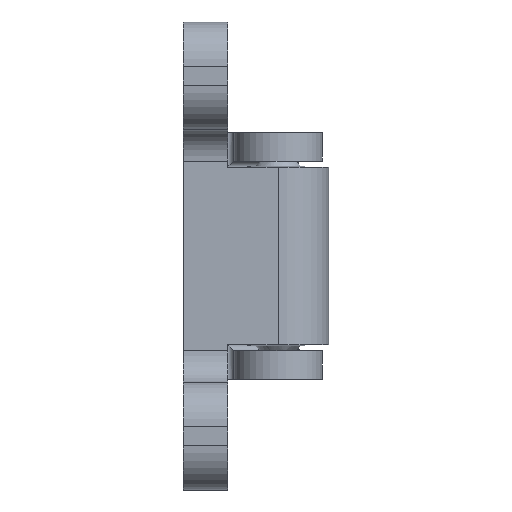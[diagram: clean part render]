
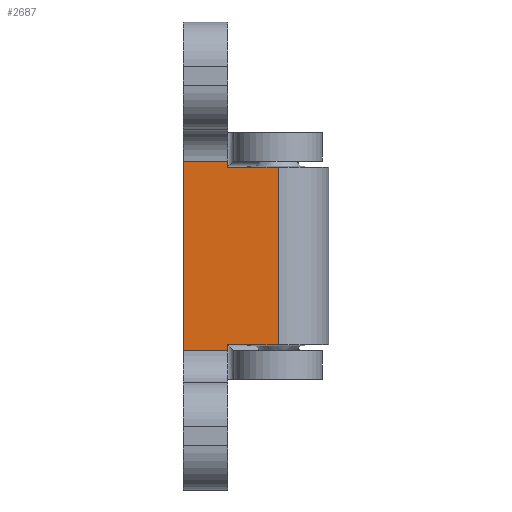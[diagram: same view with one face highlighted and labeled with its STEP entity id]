
A CAD part, front view. The second image highlights one B-rep face of the part: STEP entity #2687.
In plain terms, the highlighted planar face has unit normal (0, -1, 0).
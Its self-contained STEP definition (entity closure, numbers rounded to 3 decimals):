
#3 = DIRECTION ( 'NONE',  ( 1., 0., 0. ) ) ;
#5 = ORIENTED_EDGE ( 'NONE', *, *, #431, .F. ) ;
#14 = ORIENTED_EDGE ( 'NONE', *, *, #3226, .F. ) ;
#42 = EDGE_CURVE ( 'NONE', #2081, #3162, #2956, .T. ) ;
#178 = VECTOR ( 'NONE', #339, 1000. ) ;
#211 = VECTOR ( 'NONE', #1129, 1000. ) ;
#339 = DIRECTION ( 'NONE',  ( 0., 0., -1. ) ) ;
#349 = DIRECTION ( 'NONE',  ( 0., 0., -1. ) ) ;
#359 = ORIENTED_EDGE ( 'NONE', *, *, #1309, .T. ) ;
#366 = CARTESIAN_POINT ( 'NONE',  ( 7., -8., 15. ) ) ;
#431 = EDGE_CURVE ( 'NONE', #2612, #2122, #1927, .T. ) ;
#486 = EDGE_LOOP ( 'NONE', ( #359, #1847, #2400, #14, #2689, #1325, #5, #3328 ) ) ;
#526 = CARTESIAN_POINT ( 'NONE',  ( 7., -8., -14. ) ) ;
#530 = DIRECTION ( 'NONE',  ( 1., 0., 0. ) ) ;
#542 = VERTEX_POINT ( 'NONE', #779 ) ;
#550 = CARTESIAN_POINT ( 'NONE',  ( 7., -8., -15. ) ) ;
#552 = CARTESIAN_POINT ( 'NONE',  ( 7., -8., 15. ) ) ;
#631 = PLANE ( 'NONE',  #2510 ) ;
#666 = VERTEX_POINT ( 'NONE', #550 ) ;
#719 = VECTOR ( 'NONE', #749, 1000. ) ;
#749 = DIRECTION ( 'NONE',  ( 0., 0., -1. ) ) ;
#779 = CARTESIAN_POINT ( 'NONE',  ( 15., -8., 14. ) ) ;
#825 = EDGE_CURVE ( 'NONE', #2612, #887, #1423, .T. ) ;
#887 = VERTEX_POINT ( 'NONE', #3583 ) ;
#991 = LINE ( 'NONE', #552, #211 ) ;
#1129 = DIRECTION ( 'NONE',  ( 0., 0., -1. ) ) ;
#1148 = CARTESIAN_POINT ( 'NONE',  ( 7., -8., -14. ) ) ;
#1156 = VECTOR ( 'NONE', #2483, 1000. ) ;
#1231 = LINE ( 'NONE', #3429, #719 ) ;
#1273 = CARTESIAN_POINT ( 'NONE',  ( 7., -8., 15. ) ) ;
#1309 = EDGE_CURVE ( 'NONE', #887, #666, #1968, .T. ) ;
#1325 = ORIENTED_EDGE ( 'NONE', *, *, #3071, .F. ) ;
#1335 = VERTEX_POINT ( 'NONE', #3213 ) ;
#1396 = CARTESIAN_POINT ( 'NONE',  ( 7., -8., -15. ) ) ;
#1423 = LINE ( 'NONE', #3570, #178 ) ;
#1483 = CARTESIAN_POINT ( 'NONE',  ( 0., -8., 15. ) ) ;
#1504 = VECTOR ( 'NONE', #530, 1000. ) ;
#1617 = CARTESIAN_POINT ( 'NONE',  ( 7., -8., 15. ) ) ;
#1776 = FACE_OUTER_BOUND ( 'NONE', #486, .T. ) ;
#1835 = DIRECTION ( 'NONE',  ( 0., 1., 0. ) ) ;
#1839 = EDGE_CURVE ( 'NONE', #3162, #666, #1231, .T. ) ;
#1847 = ORIENTED_EDGE ( 'NONE', *, *, #1839, .F. ) ;
#1927 = LINE ( 'NONE', #1617, #1156 ) ;
#1968 = LINE ( 'NONE', #1396, #3362 ) ;
#2081 = VERTEX_POINT ( 'NONE', #3313 ) ;
#2122 = VERTEX_POINT ( 'NONE', #366 ) ;
#2172 = VECTOR ( 'NONE', #3472, 1000. ) ;
#2380 = EDGE_CURVE ( 'NONE', #1335, #542, #2420, .T. ) ;
#2400 = ORIENTED_EDGE ( 'NONE', *, *, #42, .F. ) ;
#2420 = LINE ( 'NONE', #2564, #1504 ) ;
#2446 = DIRECTION ( 'NONE',  ( -1., 0., 0. ) ) ;
#2483 = DIRECTION ( 'NONE',  ( 1., 0., 0. ) ) ;
#2510 = AXIS2_PLACEMENT_3D ( 'NONE', #1273, #1835, #2446 ) ;
#2564 = CARTESIAN_POINT ( 'NONE',  ( 7., -8., 14. ) ) ;
#2612 = VERTEX_POINT ( 'NONE', #1483 ) ;
#2687 = ADVANCED_FACE ( 'NONE', ( #1776 ), #631, .F. ) ;
#2689 = ORIENTED_EDGE ( 'NONE', *, *, #2380, .F. ) ;
#2956 = LINE ( 'NONE', #1148, #2172 ) ;
#3071 = EDGE_CURVE ( 'NONE', #2122, #1335, #991, .T. ) ;
#3162 = VERTEX_POINT ( 'NONE', #526 ) ;
#3213 = CARTESIAN_POINT ( 'NONE',  ( 7., -8., 14. ) ) ;
#3226 = EDGE_CURVE ( 'NONE', #542, #2081, #3606, .T. ) ;
#3295 = CARTESIAN_POINT ( 'NONE',  ( 15., -8., 15. ) ) ;
#3313 = CARTESIAN_POINT ( 'NONE',  ( 15., -8., -14. ) ) ;
#3328 = ORIENTED_EDGE ( 'NONE', *, *, #825, .T. ) ;
#3362 = VECTOR ( 'NONE', #3, 1000. ) ;
#3397 = VECTOR ( 'NONE', #349, 1000. ) ;
#3429 = CARTESIAN_POINT ( 'NONE',  ( 7., -8., 15. ) ) ;
#3472 = DIRECTION ( 'NONE',  ( -1., 0., 0. ) ) ;
#3570 = CARTESIAN_POINT ( 'NONE',  ( 0., -8., 30. ) ) ;
#3583 = CARTESIAN_POINT ( 'NONE',  ( 0., -8., -15. ) ) ;
#3606 = LINE ( 'NONE', #3295, #3397 ) ;
